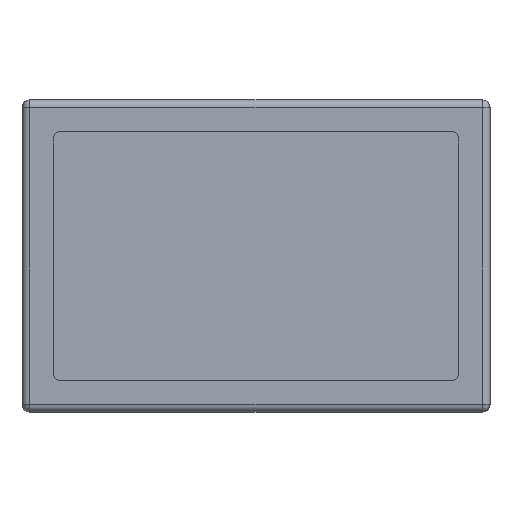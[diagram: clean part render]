
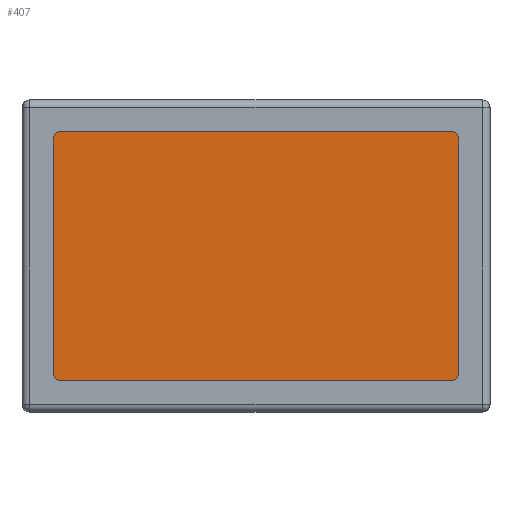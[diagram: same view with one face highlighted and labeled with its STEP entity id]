
A CAD part, top view. The second image highlights one B-rep face of the part: STEP entity #407.
In plain terms, the highlighted free-form (B-spline) face has degree [1, 1] with [2, 2] control points.
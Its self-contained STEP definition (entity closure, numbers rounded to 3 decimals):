
#407 = ADVANCED_FACE('',(#408),#470,.T.);
#408 = FACE_BOUND('',#409,.T.);
#409 = EDGE_LOOP('',(#410,#419,#427,#434,#442,#449,#457,#464));
#410 = ORIENTED_EDGE('',*,*,#411,.T.);
#411 = EDGE_CURVE('',#412,#414,#416,.T.);
#412 = VERTEX_POINT('',#413);
#413 = CARTESIAN_POINT('',(-224.215,129.355,
    388.064));
#414 = VERTEX_POINT('',#415);
#415 = CARTESIAN_POINT('',(-224.215,-129.355,
    388.064));
#416 = B_SPLINE_CURVE_WITH_KNOTS('',1,(#417,#418),.UNSPECIFIED.,.F.,.F.,
  (2,2),(0.,30.),.PIECEWISE_BEZIER_KNOTS.);
#417 = CARTESIAN_POINT('',(-224.215,129.355,
    388.064));
#418 = CARTESIAN_POINT('',(-224.215,-129.355,
    388.064));
#419 = ORIENTED_EDGE('',*,*,#420,.T.);
#420 = EDGE_CURVE('',#414,#421,#423,.T.);
#421 = VERTEX_POINT('',#422);
#422 = CARTESIAN_POINT('',(-215.591,-137.978,
    388.064));
#423 = ( BOUNDED_CURVE() B_SPLINE_CURVE(2,(#424,#425,#426),
.UNSPECIFIED.,.F.,.F.) B_SPLINE_CURVE_WITH_KNOTS((3,3),(30.,
31.571),.PIECEWISE_BEZIER_KNOTS.) CURVE() 
GEOMETRIC_REPRESENTATION_ITEM() RATIONAL_B_SPLINE_CURVE((1.,
0.707,1.)) REPRESENTATION_ITEM('') );
#424 = CARTESIAN_POINT('',(-224.215,-129.355,
    388.064));
#425 = CARTESIAN_POINT('',(-224.215,-137.978,
    388.064));
#426 = CARTESIAN_POINT('',(-215.591,-137.978,
    388.064));
#427 = ORIENTED_EDGE('',*,*,#428,.T.);
#428 = EDGE_CURVE('',#421,#429,#431,.T.);
#429 = VERTEX_POINT('',#430);
#430 = CARTESIAN_POINT('',(215.591,-137.978,
    388.064));
#431 = B_SPLINE_CURVE_WITH_KNOTS('',1,(#432,#433),.UNSPECIFIED.,.F.,.F.,
  (2,2),(31.571,81.571),.PIECEWISE_BEZIER_KNOTS.);
#432 = CARTESIAN_POINT('',(-215.591,-137.978,
    388.064));
#433 = CARTESIAN_POINT('',(215.591,-137.978,
    388.064));
#434 = ORIENTED_EDGE('',*,*,#435,.T.);
#435 = EDGE_CURVE('',#429,#436,#438,.T.);
#436 = VERTEX_POINT('',#437);
#437 = CARTESIAN_POINT('',(224.215,-129.355,
    388.064));
#438 = ( BOUNDED_CURVE() B_SPLINE_CURVE(2,(#439,#440,#441),
.UNSPECIFIED.,.F.,.F.) B_SPLINE_CURVE_WITH_KNOTS((3,3),(81.571,
83.142),.PIECEWISE_BEZIER_KNOTS.) CURVE() 
GEOMETRIC_REPRESENTATION_ITEM() RATIONAL_B_SPLINE_CURVE((1.,
0.707,1.)) REPRESENTATION_ITEM('') );
#439 = CARTESIAN_POINT('',(215.591,-137.978,
    388.064));
#440 = CARTESIAN_POINT('',(224.215,-137.978,
    388.064));
#441 = CARTESIAN_POINT('',(224.215,-129.355,
    388.064));
#442 = ORIENTED_EDGE('',*,*,#443,.T.);
#443 = EDGE_CURVE('',#436,#444,#446,.T.);
#444 = VERTEX_POINT('',#445);
#445 = CARTESIAN_POINT('',(224.215,129.355,
    388.064));
#446 = B_SPLINE_CURVE_WITH_KNOTS('',1,(#447,#448),.UNSPECIFIED.,.F.,.F.,
  (2,2),(83.142,113.142),.PIECEWISE_BEZIER_KNOTS.);
#447 = CARTESIAN_POINT('',(224.215,-129.355,
    388.064));
#448 = CARTESIAN_POINT('',(224.215,129.355,
    388.064));
#449 = ORIENTED_EDGE('',*,*,#450,.T.);
#450 = EDGE_CURVE('',#444,#451,#453,.T.);
#451 = VERTEX_POINT('',#452);
#452 = CARTESIAN_POINT('',(215.591,137.978,
    388.064));
#453 = ( BOUNDED_CURVE() B_SPLINE_CURVE(2,(#454,#455,#456),
.UNSPECIFIED.,.F.,.F.) B_SPLINE_CURVE_WITH_KNOTS((3,3),(113.142,
114.712),.PIECEWISE_BEZIER_KNOTS.) CURVE() 
GEOMETRIC_REPRESENTATION_ITEM() RATIONAL_B_SPLINE_CURVE((1.,
0.707,1.)) REPRESENTATION_ITEM('') );
#454 = CARTESIAN_POINT('',(224.215,129.355,
    388.064));
#455 = CARTESIAN_POINT('',(224.215,137.978,
    388.064));
#456 = CARTESIAN_POINT('',(215.591,137.978,
    388.064));
#457 = ORIENTED_EDGE('',*,*,#458,.T.);
#458 = EDGE_CURVE('',#451,#459,#461,.T.);
#459 = VERTEX_POINT('',#460);
#460 = CARTESIAN_POINT('',(-215.591,137.978,
    388.064));
#461 = B_SPLINE_CURVE_WITH_KNOTS('',1,(#462,#463),.UNSPECIFIED.,.F.,.F.,
  (2,2),(114.712,164.712),.PIECEWISE_BEZIER_KNOTS.);
#462 = CARTESIAN_POINT('',(215.591,137.978,
    388.064));
#463 = CARTESIAN_POINT('',(-215.591,137.978,
    388.064));
#464 = ORIENTED_EDGE('',*,*,#465,.T.);
#465 = EDGE_CURVE('',#459,#412,#466,.T.);
#466 = ( BOUNDED_CURVE() B_SPLINE_CURVE(2,(#467,#468,#469),
.UNSPECIFIED.,.F.,.F.) B_SPLINE_CURVE_WITH_KNOTS((3,3),(164.712,
166.283),.PIECEWISE_BEZIER_KNOTS.) CURVE() 
GEOMETRIC_REPRESENTATION_ITEM() RATIONAL_B_SPLINE_CURVE((1.,
0.707,1.)) REPRESENTATION_ITEM('') );
#467 = CARTESIAN_POINT('',(-215.591,137.978,
    388.064));
#468 = CARTESIAN_POINT('',(-224.215,137.978,
    388.064));
#469 = CARTESIAN_POINT('',(-224.215,129.355,
    388.064));
#470 = B_SPLINE_SURFACE_WITH_KNOTS('',1,1,(
    (#471,#472)
    ,(#473,#474
    )),.UNSPECIFIED.,.F.,.F.,.F.,(2,2),(2,2),(-6.5,58.5),(-35.,5.),
  .PIECEWISE_BEZIER_KNOTS.);
#471 = CARTESIAN_POINT('',(-280.268,-172.473,
    388.064));
#472 = CARTESIAN_POINT('',(-280.268,172.473,
    388.064));
#473 = CARTESIAN_POINT('',(280.268,-172.473,
    388.064));
#474 = CARTESIAN_POINT('',(280.268,172.473,
    388.064));
